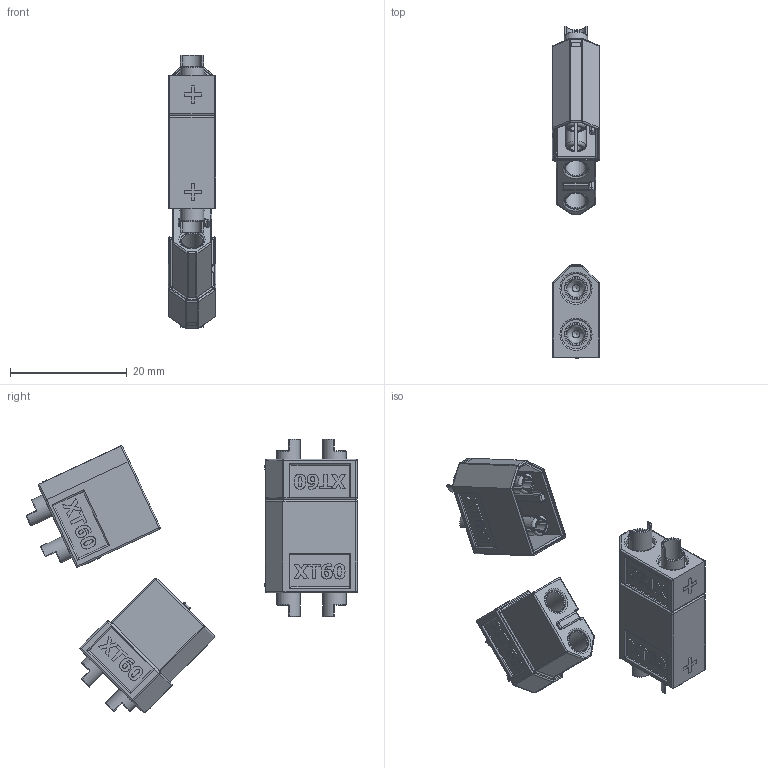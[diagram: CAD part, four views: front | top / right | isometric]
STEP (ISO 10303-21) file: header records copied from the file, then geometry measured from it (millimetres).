
FILE_DESCRIPTION((''),'2;1');
FILE_NAME('XT60 Connectors.stp','2014-04-12T17:19:34',('Malcolm'),(''),'Autodesk Inventor 2011','Autodesk Inventor 2011','');
FILE_SCHEMA(('AUTOMOTIVE_DESIGN { 1 0 10303 214 1 1 1 1 }'));
Length unit declared in the file: millimetre
Products named in the file (7): XT60 Connectors; XT60 Connector Male Connector; XT60 Connector Male Housing; XT60 Connector Male Contact; XT60 Connector Female Connector; XT60 Connector Female Housing; XT60 Connector Female Contact
Assembly tree (10 placements, depth 3):
  XT60 Connectors
    XT60 Connector Male Connector  x2
      XT60 Connector Male Housing
      XT60 Connector Male Contact
    XT60 Connector Female Connector  x2
      XT60 Connector Female Housing
      XT60 Connector Female Contact
Bounding box: 8.13 x 56.81 x 46.88 mm (x, y, z)
Volume: 5005.2 mm3; surface area: 9160.9 mm2
Topology: 12 solids, 12 shells, 1616 faces, 3942 edges, 2280 vertices
Faces by surface type: plane 544, cylinder 472, bspline 332, sphere 148, torus 112, cone 8
Full cylindrical faces by diameter (mm): 3.2 x8, 3.5 x4, 4 x16, 5 x8
Entity records: 20709 total; most frequent: CARTESIAN_POINT 5796, ORIENTED_EDGE 3152, DIRECTION 2773, EDGE_CURVE 1576, VERTEX_POINT 970, AXIS2_PLACEMENT_3D 946, VECTOR 881, LINE 881
